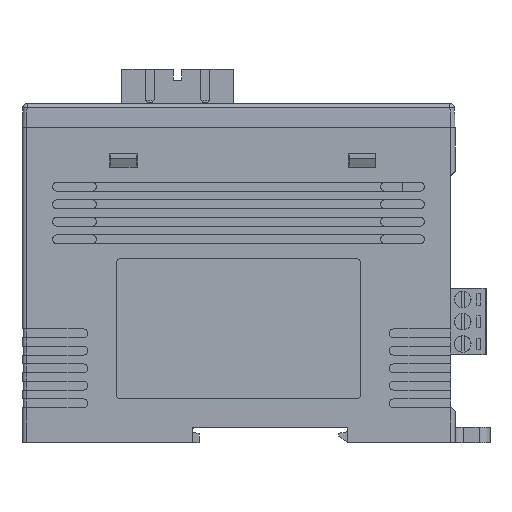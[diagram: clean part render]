
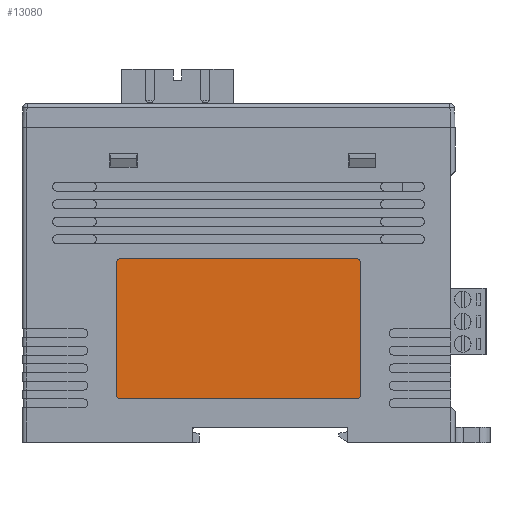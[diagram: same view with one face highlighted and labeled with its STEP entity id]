
A CAD part, left-side view. The second image highlights one B-rep face of the part: STEP entity #13080.
In plain terms, the highlighted planar face has unit normal (-1, 0, 0).
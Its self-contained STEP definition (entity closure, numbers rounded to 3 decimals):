
#331 = CARTESIAN_POINT ( 'NONE',  ( -15.85, 28., -61. ) ) ;
#1228 = ORIENTED_EDGE ( 'NONE', *, *, #15660, .T. ) ;
#1742 = CARTESIAN_POINT ( 'NONE',  ( -15.85, -27., -30. ) ) ;
#1775 = VERTEX_POINT ( 'NONE', #34311 ) ;
#2538 = EDGE_CURVE ( 'NONE', #12862, #38022, #34028, .T. ) ;
#2843 = DIRECTION ( 'NONE',  ( 0., 0., -1. ) ) ;
#3288 = CARTESIAN_POINT ( 'NONE',  ( -15.85, -27., -31. ) ) ;
#3311 = EDGE_CURVE ( 'NONE', #13554, #31715, #22808, .T. ) ;
#4135 = VECTOR ( 'NONE', #24979, 1000. ) ;
#4322 = EDGE_CURVE ( 'NONE', #16713, #12862, #25192, .T. ) ;
#4887 = AXIS2_PLACEMENT_3D ( 'NONE', #3288, #6842, #15307 ) ;
#6679 = CIRCLE ( 'NONE', #13598, 1. ) ;
#6818 = CARTESIAN_POINT ( 'NONE',  ( -15.85, 27., -62. ) ) ;
#6842 = DIRECTION ( 'NONE',  ( -1., 0., 0. ) ) ;
#7315 = CARTESIAN_POINT ( 'NONE',  ( -15.85, -28., -31. ) ) ;
#8053 = LINE ( 'NONE', #1742, #33506 ) ;
#9144 = VERTEX_POINT ( 'NONE', #29913 ) ;
#9536 = DIRECTION ( 'NONE',  ( -1., 0., 0. ) ) ;
#9736 = DIRECTION ( 'NONE',  ( 0., 0., -1. ) ) ;
#9768 = DIRECTION ( 'NONE',  ( 1., 0., 0. ) ) ;
#9940 = CARTESIAN_POINT ( 'NONE',  ( -15.85, 28., -31. ) ) ;
#10070 = LINE ( 'NONE', #7315, #36911 ) ;
#10588 = EDGE_CURVE ( 'NONE', #31715, #38022, #6679, .T. ) ;
#10873 = DIRECTION ( 'NONE',  ( -1., 0., 0. ) ) ;
#10999 = DIRECTION ( 'NONE',  ( 0., 0., -1. ) ) ;
#11579 = EDGE_CURVE ( 'NONE', #13554, #1775, #14279, .T. ) ;
#11795 = CARTESIAN_POINT ( 'NONE',  ( -15.85, 27., -30. ) ) ;
#11897 = ORIENTED_EDGE ( 'NONE', *, *, #4322, .T. ) ;
#12862 = VERTEX_POINT ( 'NONE', #29014 ) ;
#13080 = ADVANCED_FACE ( 'NONE', ( #36003 ), #30069, .T. ) ;
#13554 = VERTEX_POINT ( 'NONE', #16192 ) ;
#13598 = AXIS2_PLACEMENT_3D ( 'NONE', #15688, #9768, #27734 ) ;
#14279 = CIRCLE ( 'NONE', #28787, 1. ) ;
#14509 = ORIENTED_EDGE ( 'NONE', *, *, #10588, .F. ) ;
#14674 = CARTESIAN_POINT ( 'NONE',  ( -15.85, -27., -59. ) ) ;
#15307 = DIRECTION ( 'NONE',  ( 0., 0., -1. ) ) ;
#15660 = EDGE_CURVE ( 'NONE', #9144, #24950, #28199, .T. ) ;
#15688 = CARTESIAN_POINT ( 'NONE',  ( -15.85, 27., -61. ) ) ;
#16192 = CARTESIAN_POINT ( 'NONE',  ( -15.85, -27., -62. ) ) ;
#16303 = CARTESIAN_POINT ( 'NONE',  ( -15.85, -27., -62. ) ) ;
#16565 = DIRECTION ( 'NONE',  ( 0., 0., -1. ) ) ;
#16713 = VERTEX_POINT ( 'NONE', #11795 ) ;
#19253 = ORIENTED_EDGE ( 'NONE', *, *, #2538, .T. ) ;
#19468 = CARTESIAN_POINT ( 'NONE',  ( -15.85, -27., -30. ) ) ;
#20140 = DIRECTION ( 'NONE',  ( 0., 0., -1. ) ) ;
#20327 = CARTESIAN_POINT ( 'NONE',  ( -15.85, 27., -31. ) ) ;
#22808 = LINE ( 'NONE', #16303, #4135 ) ;
#23418 = CARTESIAN_POINT ( 'NONE',  ( -15.85, -27., -61. ) ) ;
#24135 = ORIENTED_EDGE ( 'NONE', *, *, #39026, .T. ) ;
#24347 = AXIS2_PLACEMENT_3D ( 'NONE', #14674, #9536, #2843 ) ;
#24464 = ORIENTED_EDGE ( 'NONE', *, *, #11579, .T. ) ;
#24950 = VERTEX_POINT ( 'NONE', #19468 ) ;
#24979 = DIRECTION ( 'NONE',  ( 0., 1., 0. ) ) ;
#25192 = CIRCLE ( 'NONE', #37172, 1. ) ;
#25816 = DIRECTION ( 'NONE',  ( 0., 1., 0. ) ) ;
#26076 = EDGE_LOOP ( 'NONE', ( #14509, #38703, #24464, #33207, #1228, #24135, #11897, #19253 ) ) ;
#27734 = DIRECTION ( 'NONE',  ( 0., 0., 1. ) ) ;
#28199 = CIRCLE ( 'NONE', #4887, 1. ) ;
#28787 = AXIS2_PLACEMENT_3D ( 'NONE', #23418, #28964, #10999 ) ;
#28964 = DIRECTION ( 'NONE',  ( -1., 0., 0. ) ) ;
#29014 = CARTESIAN_POINT ( 'NONE',  ( -15.85, 28., -31. ) ) ;
#29913 = CARTESIAN_POINT ( 'NONE',  ( -15.85, -28., -31. ) ) ;
#30069 = PLANE ( 'NONE',  #24347 ) ;
#31715 = VERTEX_POINT ( 'NONE', #6818 ) ;
#33207 = ORIENTED_EDGE ( 'NONE', *, *, #36575, .F. ) ;
#33506 = VECTOR ( 'NONE', #25816, 1000. ) ;
#33915 = VECTOR ( 'NONE', #9736, 1000. ) ;
#34028 = LINE ( 'NONE', #9940, #33915 ) ;
#34311 = CARTESIAN_POINT ( 'NONE',  ( -15.85, -28., -61. ) ) ;
#36003 = FACE_OUTER_BOUND ( 'NONE', #26076, .T. ) ;
#36575 = EDGE_CURVE ( 'NONE', #9144, #1775, #10070, .T. ) ;
#36911 = VECTOR ( 'NONE', #16565, 1000. ) ;
#37172 = AXIS2_PLACEMENT_3D ( 'NONE', #20327, #10873, #20140 ) ;
#38022 = VERTEX_POINT ( 'NONE', #331 ) ;
#38703 = ORIENTED_EDGE ( 'NONE', *, *, #3311, .F. ) ;
#39026 = EDGE_CURVE ( 'NONE', #24950, #16713, #8053, .T. ) ;
